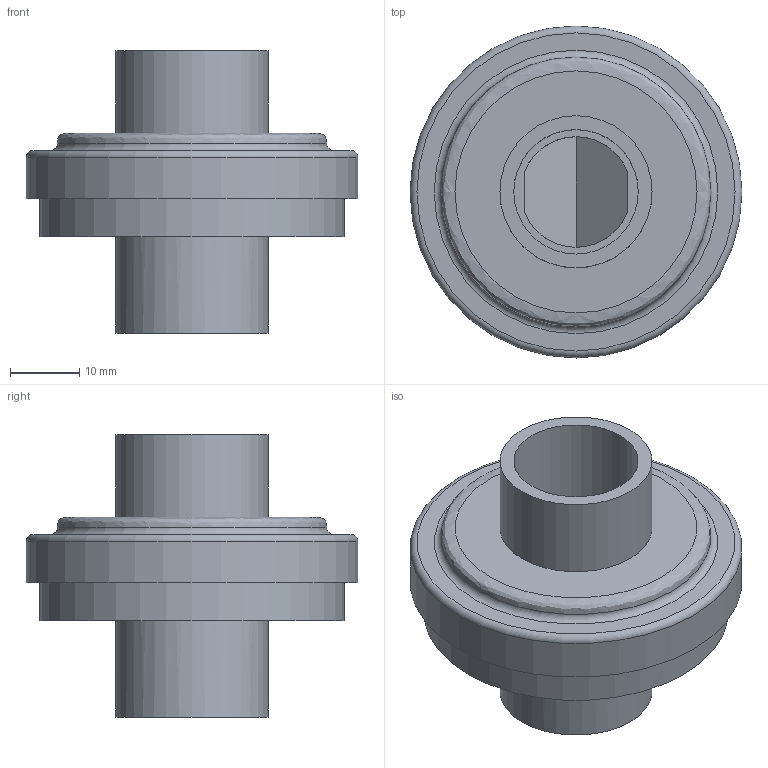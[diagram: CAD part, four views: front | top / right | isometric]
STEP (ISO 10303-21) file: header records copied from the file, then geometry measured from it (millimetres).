
FILE_DESCRIPTION(/* description */ (''),/* implementation_level */ '2;1');
FILE_NAME(/* name */ 'Patient Manifold v2.step',/* time_stamp */ '2020-03-25T22:40:20-07:00',/* author */ (''),/* organization */ (''),/* preprocessor_version */ 'ST-DEVELOPER v18',/* originating_system */ 'Autodesk Translation Framework v8.12.0.6',/* authorisation */ '');
FILE_SCHEMA (('AUTOMOTIVE_DESIGN { 1 0 10303 214 3 1 1 }'));
Length unit declared in the file: millimetre
Products named in the file (4): Patient Manifold; Diaphragm; Top; Bottom
Assembly tree (3 placements, depth 2):
  Patient Manifold
    Diaphragm
    Top
    Bottom
Bounding box: 48 x 48 x 40.79 mm (x, y, z)
Volume: 13610 mm3; surface area: 17766.1 mm2
Topology: 3 solids, 3 shells, 85 faces, 251 edges, 157 vertices
Faces by surface type: plane 55, cylinder 14, cone 13, torus 2, bspline 1
Full cylindrical faces by diameter (mm): 18 x2, 22 x2, 36 x1, 40 x1, 44 x3, 48 x1
Entity records: 3148 total; most frequent: CARTESIAN_POINT 598, DIRECTION 565, ORIENTED_EDGE 502, EDGE_CURVE 251, AXIS2_PLACEMENT_3D 224, VERTEX_POINT 157, CIRCLE 125, LINE 117
